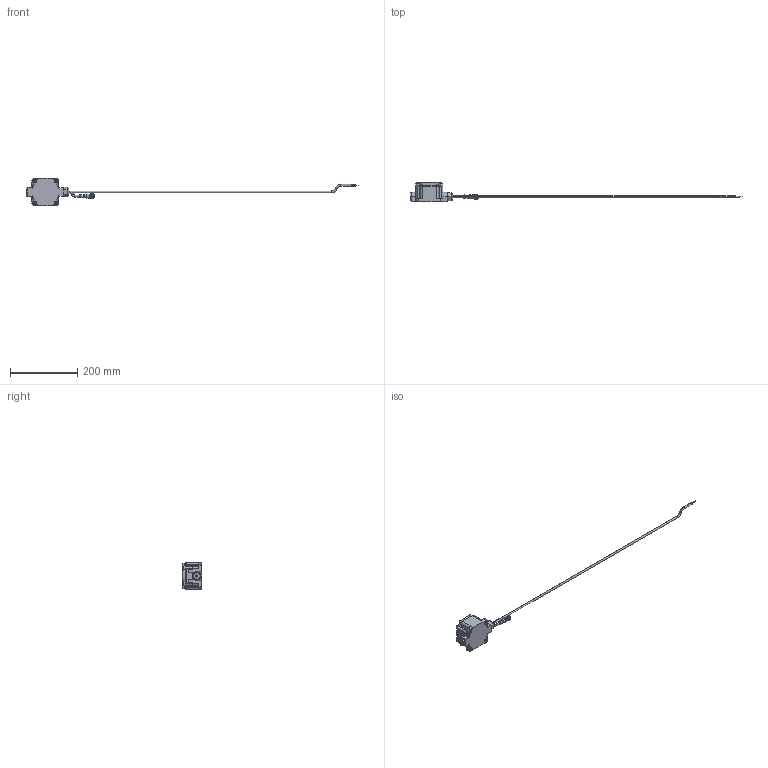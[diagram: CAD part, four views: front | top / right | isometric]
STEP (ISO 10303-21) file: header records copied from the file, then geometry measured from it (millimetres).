
FILE_DESCRIPTION((''),'2;1');
FILE_NAME('209567_SM01_ASM','2022-06-17T11:38:25',('PDMAdmin'),('BANNER ENGINEERING'),'CREO PARAMETRIC BY PTC INC, 2019292','CREO PARAMETRIC BY PTC INC, 2019292','');
FILE_SCHEMA(('CONFIG_CONTROL_DESIGN'));
Products named in the file (11): 209567_EP01; 134203; 145997_HSG; 306-00249; 145998_ASM; 134569; 134568; 40097_209567; 211110_209567_ASM; 210221_209567; 209567_SM01_ASM
Assembly tree (14 placements, depth 4):
  209567_SM01_ASM
    209567_EP01
    211110_209567_ASM
      134203
      145998_ASM
        145997_HSG
        306-00249  x5
      134569
      134568
      40097_209567
    210221_209567
Bounding box: 988.01 x 57.6 x 80.85 mm (x, y, z)
Volume: 374493.3 mm3; surface area: 66588.1 mm2
Topology: 12 solids, 12 shells, 4504 faces, 9836 edges, 5422 vertices
Faces by surface type: bspline 2588, cylinder 1065, plane 678, torus 131, sphere 24, cone 14, revolution 4
Entity records: 220056 total; most frequent: CARTESIAN_POINT 147912, ORIENTED_EDGE 18696, EDGE_CURVE 9348, DIRECTION 7507, B_SPLINE_CURVE_WITH_KNOTS 6637, VERTEX_POINT 5134, EDGE_LOOP 4402, FACE_OUTER_BOUND 4304
